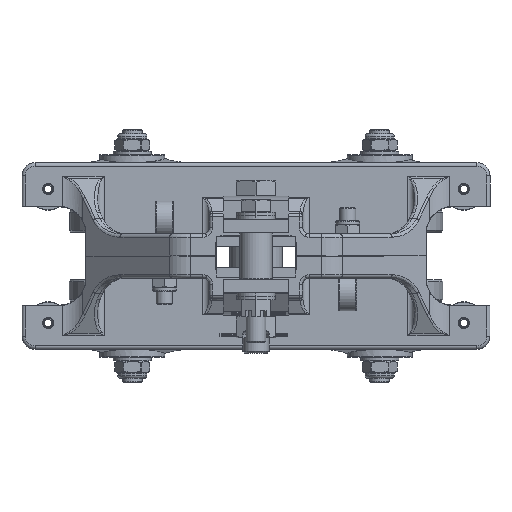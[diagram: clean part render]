
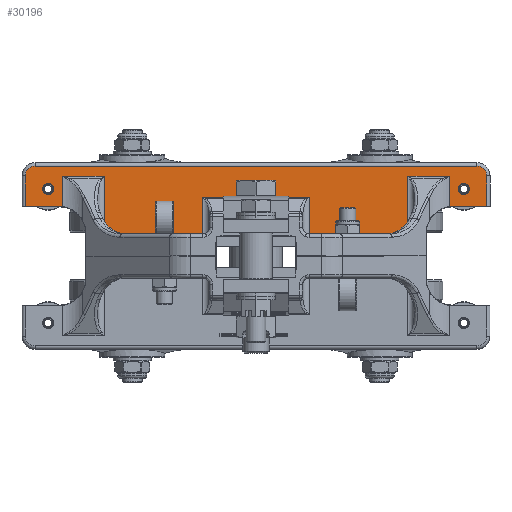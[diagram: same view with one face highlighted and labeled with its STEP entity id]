
A CAD part, front view. The second image highlights one B-rep face of the part: STEP entity #30196.
In plain terms, the highlighted planar face has unit normal (0, -1, 0).
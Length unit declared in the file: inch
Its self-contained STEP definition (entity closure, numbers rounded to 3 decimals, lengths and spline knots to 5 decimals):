
#22883=CARTESIAN_POINT('',(0.41447,0.03098,6.90625));
#22884=VERTEX_POINT('',#22883);
#23067=CARTESIAN_POINT('',(2.03633,0.03098,6.90625));
#23068=VERTEX_POINT('',#23067);
#23069=CARTESIAN_POINT('',(0.41447,0.03098,6.90625));
#23070=DIRECTION('',(1.0,0.0,0.0));
#23071=VECTOR('',#23070,1.62186);
#23072=LINE('',#23069,#23071);
#23073=EDGE_CURVE('',#22884,#23068,#23072,.T.);
#23107=CARTESIAN_POINT('',(0.41447,0.03098,10.96875));
#23108=VERTEX_POINT('',#23107);
#23118=CARTESIAN_POINT('',(0.41447,0.03098,10.96875));
#23119=DIRECTION('',(0.0,0.0,-1.0));
#23120=VECTOR('',#23119,4.0625);
#23121=LINE('',#23118,#23120);
#23122=EDGE_CURVE('',#23108,#22884,#23121,.T.);
#24166=CARTESIAN_POINT('',(2.03633,0.03098,10.96875));
#24167=VERTEX_POINT('',#24166);
#24175=CARTESIAN_POINT('',(2.03633,0.03098,10.96875));
#24176=DIRECTION('',(-1.0,0.0,0.0));
#24177=VECTOR('',#24176,1.62186);
#24178=LINE('',#24175,#24177);
#24179=EDGE_CURVE('',#24167,#23108,#24178,.T.);
#24595=CARTESIAN_POINT('',(0.32008,0.03098,16.875));
#24596=VERTEX_POINT('',#24595);
#24597=CARTESIAN_POINT('',(0.10133,0.03098,16.875));
#24598=DIRECTION('',(0.0,1.0,0.0));
#24599=DIRECTION('',(1.0,0.0,0.0));
#24600=AXIS2_PLACEMENT_3D('',#24597,#24598,#24599);
#24601=CIRCLE('',#24600,0.21875);
#24602=EDGE_CURVE('',#24596,#24596,#24601,.T.);
#24612=CARTESIAN_POINT('',(0.32008,0.03098,1.));
#24613=VERTEX_POINT('',#24612);
#24614=CARTESIAN_POINT('',(0.10133,0.03098,1.));
#24615=DIRECTION('',(0.0,1.0,0.0));
#24616=DIRECTION('',(1.0,0.0,0.0));
#24617=AXIS2_PLACEMENT_3D('',#24614,#24615,#24616);
#24618=CIRCLE('',#24617,0.21875);
#24619=EDGE_CURVE('',#24613,#24613,#24618,.T.);
#27755=CARTESIAN_POINT('',(0.77555,0.03098,16.33839));
#27756=VERTEX_POINT('',#27755);
#27831=CARTESIAN_POINT('',(0.7707,0.03098,16.4375));
#27832=VERTEX_POINT('',#27831);
#27840=CARTESIAN_POINT('',(1.78633,0.03098,16.4375));
#27841=DIRECTION('',(0.,-1.0,0.));
#27842=DIRECTION('',(-0.999,0.,-0.05));
#27843=AXIS2_PLACEMENT_3D('',#27840,#27841,#27842);
#27844=CIRCLE('',#27843,1.01563);
#27845=EDGE_CURVE('',#27832,#27756,#27844,.T.);
#27876=CARTESIAN_POINT('',(0.7707,0.03098,17.75));
#27877=VERTEX_POINT('',#27876);
#27885=CARTESIAN_POINT('',(0.7707,0.03098,17.75));
#27886=DIRECTION('',(0.0,0.0,-1.0));
#27887=VECTOR('',#27886,1.3125);
#27888=LINE('',#27885,#27887);
#27889=EDGE_CURVE('',#27877,#27832,#27888,.T.);
#27981=CARTESIAN_POINT('',(-0.40117,0.03098,17.75));
#27982=VERTEX_POINT('',#27981);
#27990=CARTESIAN_POINT('',(-0.40117,0.03098,17.75));
#27991=DIRECTION('',(1.0,0.0,0.0));
#27992=VECTOR('',#27991,1.17188);
#27993=LINE('',#27990,#27992);
#27994=EDGE_CURVE('',#27982,#27877,#27993,.T.);
#28078=CARTESIAN_POINT('',(0.7707,0.03098,0.125));
#28079=VERTEX_POINT('',#28078);
#28088=CARTESIAN_POINT('',(0.7707,0.03098,1.4375));
#28089=VERTEX_POINT('',#28088);
#28097=CARTESIAN_POINT('',(0.7707,0.03098,1.4375));
#28098=DIRECTION('',(0.0,0.0,-1.0));
#28099=VECTOR('',#28098,1.3125);
#28100=LINE('',#28097,#28099);
#28101=EDGE_CURVE('',#28089,#28079,#28100,.T.);
#28137=CARTESIAN_POINT('',(0.77555,0.03098,1.53661));
#28138=VERTEX_POINT('',#28137);
#28146=CARTESIAN_POINT('',(1.78633,0.03098,1.4375));
#28147=DIRECTION('',(0.,-1.0,0.));
#28148=DIRECTION('',(-0.999,0.,0.05));
#28149=AXIS2_PLACEMENT_3D('',#28146,#28147,#28148);
#28150=CIRCLE('',#28149,1.01563);
#28151=EDGE_CURVE('',#28138,#28089,#28150,.T.);
#28621=CARTESIAN_POINT('',(2.03633,0.03098,3.13938));
#28622=VERTEX_POINT('',#28621);
#28623=CARTESIAN_POINT('',(2.03633,0.03098,6.90625));
#28624=DIRECTION('',(0.0,0.0,-1.0));
#28625=VECTOR('',#28624,3.76687);
#28626=LINE('',#28623,#28625);
#28627=EDGE_CURVE('',#23068,#28622,#28626,.T.);
#28818=CARTESIAN_POINT('',(2.03633,0.03098,14.73562));
#28819=VERTEX_POINT('',#28818);
#28827=CARTESIAN_POINT('',(2.03633,0.03098,14.73562));
#28828=DIRECTION('',(0.0,0.0,-1.0));
#28829=VECTOR('',#28828,3.76687);
#28830=LINE('',#28827,#28829);
#28831=EDGE_CURVE('',#28819,#24167,#28830,.T.);
#29093=CARTESIAN_POINT('',(-0.39382,0.03098,16.33839));
#29094=VERTEX_POINT('',#29093);
#29122=CARTESIAN_POINT('',(0.77555,0.03098,16.33839));
#29123=DIRECTION('',(-1.0,0.0,0.0));
#29124=VECTOR('',#29123,1.16937);
#29125=LINE('',#29122,#29124);
#29126=EDGE_CURVE('',#27756,#29094,#29125,.T.);
#29349=CARTESIAN_POINT('',(-0.39382,0.03098,1.53661));
#29350=VERTEX_POINT('',#29349);
#29430=CARTESIAN_POINT('',(-0.39382,0.03098,3.13938));
#29431=VERTEX_POINT('',#29430);
#29717=CARTESIAN_POINT('',(-0.39382,0.03098,3.13938));
#29718=DIRECTION('',(0.0,0.0,-1.0));
#29719=VECTOR('',#29718,1.60277);
#29720=LINE('',#29717,#29719);
#29721=EDGE_CURVE('',#29431,#29350,#29720,.T.);
#29960=CARTESIAN_POINT('',(-0.39382,0.03098,14.73562));
#29961=VERTEX_POINT('',#29960);
#30055=CARTESIAN_POINT('',(-0.39382,0.03098,14.73562));
#30056=DIRECTION('',(1.0,0.0,0.0));
#30057=VECTOR('',#30056,2.43015);
#30058=LINE('',#30055,#30057);
#30059=EDGE_CURVE('',#29961,#28819,#30058,.T.);
#30071=CARTESIAN_POINT('',(-0.39382,0.03098,16.33839));
#30072=DIRECTION('',(0.0,0.0,-1.0));
#30073=VECTOR('',#30072,1.60277);
#30074=LINE('',#30071,#30073);
#30075=EDGE_CURVE('',#29094,#29961,#30074,.T.);
#30112=CARTESIAN_POINT('',(2.03633,0.03098,3.13938));
#30113=DIRECTION('',(-1.0,0.0,0.0));
#30114=VECTOR('',#30113,2.43015);
#30115=LINE('',#30112,#30114);
#30116=EDGE_CURVE('',#28622,#29431,#30115,.T.);
#30130=CARTESIAN_POINT('',(1.03633,0.03098,0.0));
#30131=DIRECTION('',(0.0,-1.0,0.0));
#30132=DIRECTION('',(0.0,0.0,-1.0));
#30133=AXIS2_PLACEMENT_3D('',#30130,#30131,#30132);
#30134=PLANE('',#30133);
#30135=ORIENTED_EDGE('',*,*,#23122,.F.);
#30136=ORIENTED_EDGE('',*,*,#24179,.F.);
#30137=ORIENTED_EDGE('',*,*,#28831,.F.);
#30138=ORIENTED_EDGE('',*,*,#30059,.F.);
#30139=ORIENTED_EDGE('',*,*,#30075,.F.);
#30140=ORIENTED_EDGE('',*,*,#29126,.F.);
#30141=ORIENTED_EDGE('',*,*,#27845,.F.);
#30142=ORIENTED_EDGE('',*,*,#27889,.F.);
#30143=ORIENTED_EDGE('',*,*,#27994,.F.);
#30144=CARTESIAN_POINT('',(-0.77617,0.03098,17.375));
#30145=VERTEX_POINT('',#30144);
#30146=CARTESIAN_POINT('',(-0.40117,0.03098,17.375));
#30147=DIRECTION('',(0.,1.0,0.));
#30148=DIRECTION('',(-0.707,0.,0.707));
#30149=AXIS2_PLACEMENT_3D('',#30146,#30147,#30148);
#30150=CIRCLE('',#30149,0.375);
#30151=EDGE_CURVE('',#30145,#27982,#30150,.T.);
#30152=ORIENTED_EDGE('',*,*,#30151,.F.);
#30153=CARTESIAN_POINT('',(-0.77617,0.03098,0.5));
#30154=VERTEX_POINT('',#30153);
#30155=CARTESIAN_POINT('',(-0.77617,0.03098,0.5));
#30156=DIRECTION('',(0.0,0.0,1.0));
#30157=VECTOR('',#30156,16.875);
#30158=LINE('',#30155,#30157);
#30159=EDGE_CURVE('',#30154,#30145,#30158,.T.);
#30160=ORIENTED_EDGE('',*,*,#30159,.F.);
#30161=CARTESIAN_POINT('',(-0.40117,0.03098,0.125));
#30162=VERTEX_POINT('',#30161);
#30163=CARTESIAN_POINT('',(-0.40117,0.03098,0.5));
#30164=DIRECTION('',(0.,1.,0.));
#30165=DIRECTION('',(-0.707,0.,-0.707));
#30166=AXIS2_PLACEMENT_3D('',#30163,#30164,#30165);
#30167=CIRCLE('',#30166,0.375);
#30168=EDGE_CURVE('',#30162,#30154,#30167,.T.);
#30169=ORIENTED_EDGE('',*,*,#30168,.F.);
#30170=CARTESIAN_POINT('',(0.7707,0.03098,0.125));
#30171=DIRECTION('',(-1.0,0.0,0.0));
#30172=VECTOR('',#30171,1.17188);
#30173=LINE('',#30170,#30172);
#30174=EDGE_CURVE('',#28079,#30162,#30173,.T.);
#30175=ORIENTED_EDGE('',*,*,#30174,.F.);
#30176=ORIENTED_EDGE('',*,*,#28101,.F.);
#30177=ORIENTED_EDGE('',*,*,#28151,.F.);
#30178=CARTESIAN_POINT('',(-0.39382,0.03098,1.53661));
#30179=DIRECTION('',(1.0,0.0,0.0));
#30180=VECTOR('',#30179,1.16937);
#30181=LINE('',#30178,#30180);
#30182=EDGE_CURVE('',#29350,#28138,#30181,.T.);
#30183=ORIENTED_EDGE('',*,*,#30182,.F.);
#30184=ORIENTED_EDGE('',*,*,#29721,.F.);
#30185=ORIENTED_EDGE('',*,*,#30116,.F.);
#30186=ORIENTED_EDGE('',*,*,#28627,.F.);
#30187=ORIENTED_EDGE('',*,*,#23073,.F.);
#30188=EDGE_LOOP('',(#30135,#30136,#30137,#30138,#30139,#30140,#30141,#30142,#30143,#30152,#30160,#30169,#30175,#30176,#30177,#30183,#30184,#30185,#30186,#30187));
#30189=FACE_OUTER_BOUND('',#30188,.T.);
#30190=ORIENTED_EDGE('',*,*,#24602,.T.);
#30191=EDGE_LOOP('',(#30190));
#30192=FACE_BOUND('',#30191,.T.);
#30193=ORIENTED_EDGE('',*,*,#24619,.T.);
#30194=EDGE_LOOP('',(#30193));
#30195=FACE_BOUND('',#30194,.T.);
#30196=ADVANCED_FACE('',(#30189,#30192,#30195),#30134,.T.);
